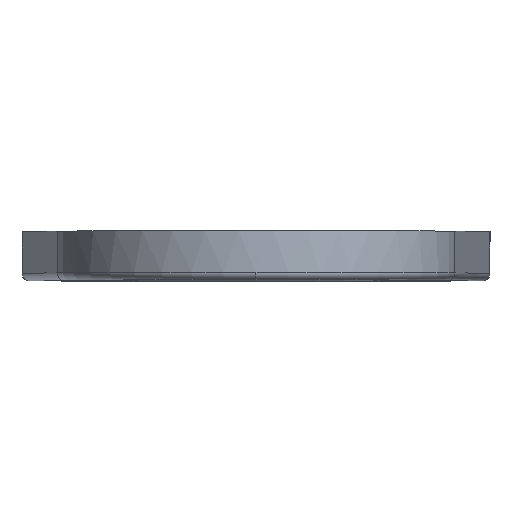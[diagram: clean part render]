
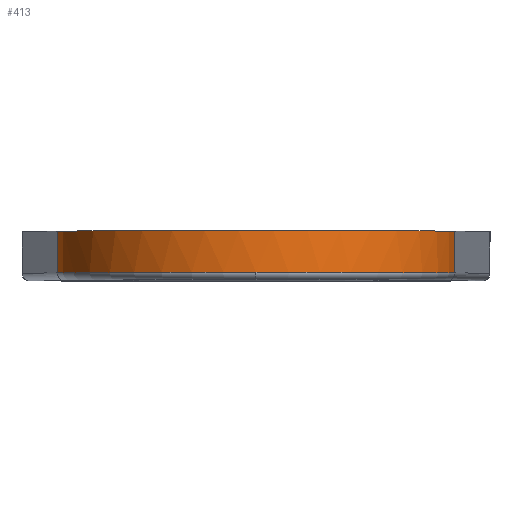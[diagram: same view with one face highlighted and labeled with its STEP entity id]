
A CAD part, top view. The second image highlights one B-rep face of the part: STEP entity #413.
In plain terms, the highlighted cylindrical face has radius 40.75 mm (diameter 81.5 mm), a partial arc.
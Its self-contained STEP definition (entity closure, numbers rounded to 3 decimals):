
#82 = DIRECTION ( 'NONE',  ( 0., 1., 0. ) ) ;
#109 = VERTEX_POINT ( 'NONE', #1333 ) ;
#133 = CARTESIAN_POINT ( 'NONE',  ( 40.566, 10., 78.871 ) ) ;
#262 = CARTESIAN_POINT ( 'NONE',  ( -40.566, 10., 78.871 ) ) ;
#342 = ORIENTED_EDGE ( 'NONE', *, *, #2175, .T. ) ;
#368 = EDGE_CURVE ( 'NONE', #594, #2099, #1012, .T. ) ;
#399 = ORIENTED_EDGE ( 'NONE', *, *, #422, .T. ) ;
#413 = ADVANCED_FACE ( 'NONE', ( #1476 ), #1414, .T. ) ;
#422 = EDGE_CURVE ( 'NONE', #109, #2099, #2463, .T. ) ;
#466 = CARTESIAN_POINT ( 'NONE',  ( 0., 1.5, 75. ) ) ;
#473 = CARTESIAN_POINT ( 'NONE',  ( -40.566, 1.5, 78.871 ) ) ;
#476 = VECTOR ( 'NONE', #1139, 1000. ) ;
#594 = VERTEX_POINT ( 'NONE', #2036 ) ;
#600 = CIRCLE ( 'NONE', #2559, 40.75 ) ;
#667 = AXIS2_PLACEMENT_3D ( 'NONE', #1293, #82, #802 ) ;
#781 = DIRECTION ( 'NONE',  ( 0., 1., 0. ) ) ;
#802 = DIRECTION ( 'NONE',  ( 0., 0., 1. ) ) ;
#804 = AXIS2_PLACEMENT_3D ( 'NONE', #2545, #1085, #893 ) ;
#808 = DIRECTION ( 'NONE',  ( 0., 0., 1. ) ) ;
#893 = DIRECTION ( 'NONE',  ( 0., 0., -1. ) ) ;
#1004 = DIRECTION ( 'NONE',  ( 0., 1., 0. ) ) ;
#1012 = LINE ( 'NONE', #133, #476 ) ;
#1085 = DIRECTION ( 'NONE',  ( 0., -1., 0. ) ) ;
#1139 = DIRECTION ( 'NONE',  ( 0., -1., 0. ) ) ;
#1148 = ORIENTED_EDGE ( 'NONE', *, *, #1634, .T. ) ;
#1293 = CARTESIAN_POINT ( 'NONE',  ( 0., 1.5, 75. ) ) ;
#1333 = CARTESIAN_POINT ( 'NONE',  ( 0., 1.5, 115.75 ) ) ;
#1401 = CARTESIAN_POINT ( 'NONE',  ( 0., 10., 75. ) ) ;
#1414 = CYLINDRICAL_SURFACE ( 'NONE', #804, 40.75 ) ;
#1476 = FACE_OUTER_BOUND ( 'NONE', #2300, .T. ) ;
#1603 = VERTEX_POINT ( 'NONE', #262 ) ;
#1634 = EDGE_CURVE ( 'NONE', #2450, #109, #600, .T. ) ;
#1682 = AXIS2_PLACEMENT_3D ( 'NONE', #1401, #1004, #808 ) ;
#1779 = CARTESIAN_POINT ( 'NONE',  ( -40.566, 10., 78.871 ) ) ;
#1947 = CIRCLE ( 'NONE', #1682, 40.75 ) ;
#2036 = CARTESIAN_POINT ( 'NONE',  ( 40.566, 10., 78.871 ) ) ;
#2048 = LINE ( 'NONE', #1779, #2514 ) ;
#2099 = VERTEX_POINT ( 'NONE', #2544 ) ;
#2175 = EDGE_CURVE ( 'NONE', #1603, #2450, #2048, .T. ) ;
#2188 = ORIENTED_EDGE ( 'NONE', *, *, #2405, .F. ) ;
#2197 = DIRECTION ( 'NONE',  ( 0., -1., 0. ) ) ;
#2300 = EDGE_LOOP ( 'NONE', ( #342, #1148, #399, #2458, #2188 ) ) ;
#2405 = EDGE_CURVE ( 'NONE', #1603, #594, #1947, .T. ) ;
#2450 = VERTEX_POINT ( 'NONE', #473 ) ;
#2458 = ORIENTED_EDGE ( 'NONE', *, *, #368, .F. ) ;
#2463 = CIRCLE ( 'NONE', #667, 40.75 ) ;
#2514 = VECTOR ( 'NONE', #2197, 1000. ) ;
#2544 = CARTESIAN_POINT ( 'NONE',  ( 40.566, 1.5, 78.871 ) ) ;
#2545 = CARTESIAN_POINT ( 'NONE',  ( 0., 10., 75. ) ) ;
#2559 = AXIS2_PLACEMENT_3D ( 'NONE', #466, #781, #2565 ) ;
#2565 = DIRECTION ( 'NONE',  ( 0., 0., 1. ) ) ;
